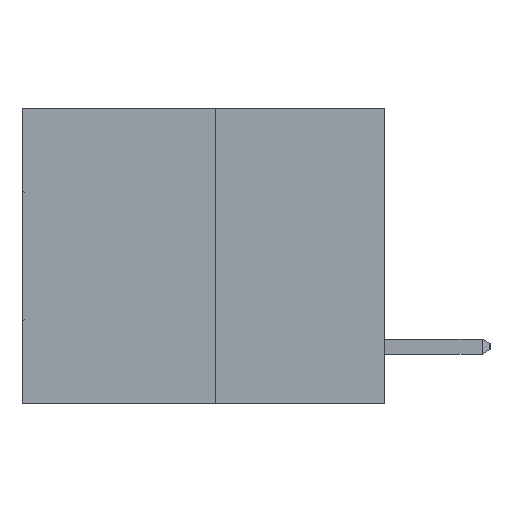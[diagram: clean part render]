
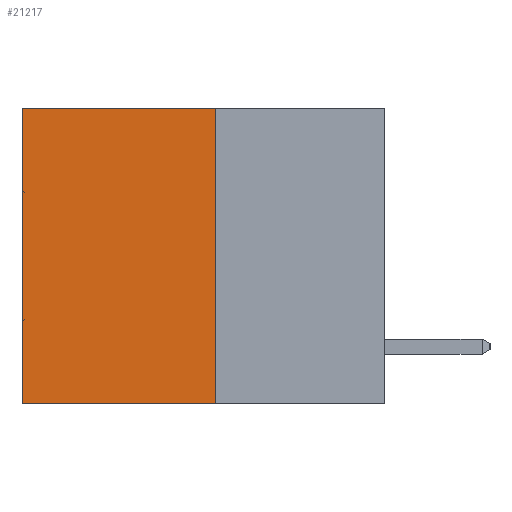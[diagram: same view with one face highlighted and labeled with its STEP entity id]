
A CAD part, left-side view. The second image highlights one B-rep face of the part: STEP entity #21217.
In plain terms, the highlighted planar face has unit normal (-1, 0, 0).
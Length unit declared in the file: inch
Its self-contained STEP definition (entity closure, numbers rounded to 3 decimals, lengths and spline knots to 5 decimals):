
#20 = CARTESIAN_POINT ( 'NONE',  ( 0.3165, 0.28, -0.49 ) ) ;
#648 = FACE_OUTER_BOUND ( 'NONE', #20809, .T. ) ;
#1076 = ORIENTED_EDGE ( 'NONE', *, *, #6065, .T. ) ;
#1185 = LINE ( 'NONE', #5549, #18033 ) ;
#2775 = ORIENTED_EDGE ( 'NONE', *, *, #20614, .F. ) ;
#3678 = VECTOR ( 'NONE', #19205, 39.37008 ) ;
#4673 = CARTESIAN_POINT ( 'NONE',  ( 0.3165, 0.6, -0.49 ) ) ;
#5294 = VECTOR ( 'NONE', #30447, 39.37008 ) ;
#5325 = DIRECTION ( 'NONE',  ( 0., 1., 0. ) ) ;
#5549 = CARTESIAN_POINT ( 'NONE',  ( 0.3165, 0.28, 0. ) ) ;
#6065 = EDGE_CURVE ( 'NONE', #22103, #18766, #9155, .T. ) ;
#6205 = VERTEX_POINT ( 'NONE', #22681 ) ;
#7515 = DIRECTION ( 'NONE',  ( 0., 0., -1. ) ) ;
#8488 = AXIS2_PLACEMENT_3D ( 'NONE', #20, #9817, #7515 ) ;
#9155 = LINE ( 'NONE', #4673, #3678 ) ;
#9268 = EDGE_CURVE ( 'NONE', #18865, #6205, #24887, .T. ) ;
#9719 = DIRECTION ( 'NONE',  ( 0., 1., 0. ) ) ;
#9755 = CARTESIAN_POINT ( 'NONE',  ( 0.3165, 0.28, -0.49 ) ) ;
#9817 = DIRECTION ( 'NONE',  ( 1., 0., 0. ) ) ;
#13728 = VECTOR ( 'NONE', #9719, 39.37008 ) ;
#16645 = CARTESIAN_POINT ( 'NONE',  ( 0.3165, 0.6, -0.49 ) ) ;
#17634 = EDGE_CURVE ( 'NONE', #18865, #22103, #1185, .T. ) ;
#18033 = VECTOR ( 'NONE', #5325, 39.37008 ) ;
#18766 = VERTEX_POINT ( 'NONE', #16645 ) ;
#18865 = VERTEX_POINT ( 'NONE', #32189 ) ;
#19205 = DIRECTION ( 'NONE',  ( 0., 0., -1. ) ) ;
#20614 = EDGE_CURVE ( 'NONE', #6205, #18766, #21526, .T. ) ;
#20809 = EDGE_LOOP ( 'NONE', ( #1076, #2775, #24495, #28281 ) ) ;
#21217 = ADVANCED_FACE ( 'NONE', ( #648 ), #32427, .F. ) ;
#21526 = LINE ( 'NONE', #24151, #13728 ) ;
#22103 = VERTEX_POINT ( 'NONE', #29956 ) ;
#22681 = CARTESIAN_POINT ( 'NONE',  ( 0.3165, 0.28, -0.49 ) ) ;
#24151 = CARTESIAN_POINT ( 'NONE',  ( 0.3165, 0.28, -0.49 ) ) ;
#24495 = ORIENTED_EDGE ( 'NONE', *, *, #9268, .F. ) ;
#24887 = LINE ( 'NONE', #9755, #5294 ) ;
#28281 = ORIENTED_EDGE ( 'NONE', *, *, #17634, .T. ) ;
#29956 = CARTESIAN_POINT ( 'NONE',  ( 0.3165, 0.6, 0. ) ) ;
#30447 = DIRECTION ( 'NONE',  ( 0., 0., -1. ) ) ;
#32189 = CARTESIAN_POINT ( 'NONE',  ( 0.3165, 0.28, 0. ) ) ;
#32427 = PLANE ( 'NONE',  #8488 ) ;
